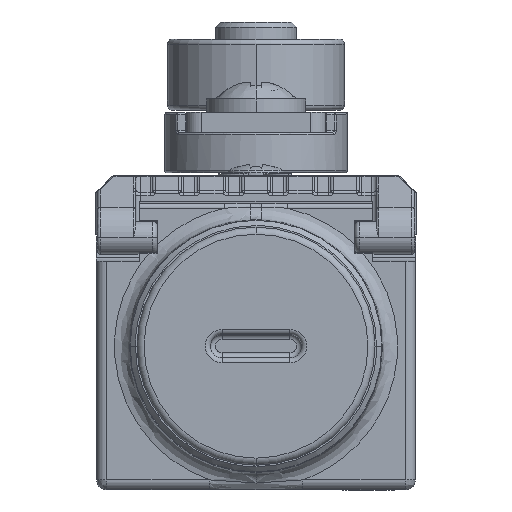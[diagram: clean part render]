
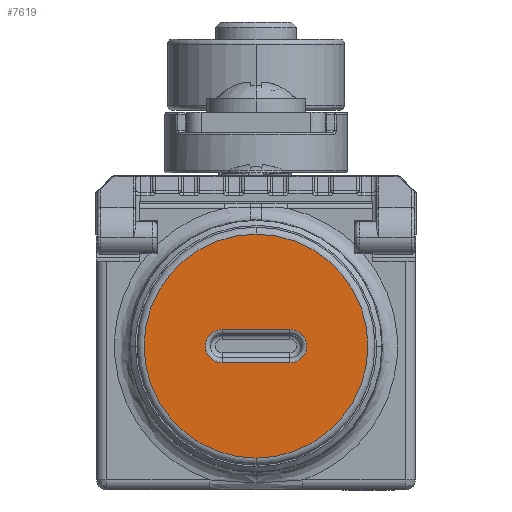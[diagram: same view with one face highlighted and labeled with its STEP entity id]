
A CAD part, front view. The second image highlights one B-rep face of the part: STEP entity #7619.
In plain terms, the highlighted planar face has unit normal (0, -1, 0).
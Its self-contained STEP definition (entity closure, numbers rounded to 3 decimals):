
#441 = DIRECTION ( 'NONE',  ( 0., 0., -1. ) ) ;
#1689 = AXIS2_PLACEMENT_3D ( 'NONE', #22463, #79056, #30590 ) ;
#2324 = AXIS2_PLACEMENT_3D ( 'NONE', #102568, #54002, #5487 ) ;
#5487 = DIRECTION ( 'NONE',  ( 0., 0., -1. ) ) ;
#7619 = ADVANCED_FACE ( 'NONE', ( #24683, #67715 ), #40227, .F. ) ;
#9250 = VERTEX_POINT ( 'NONE', #15802 ) ;
#14758 = CIRCLE ( 'NONE', #51235, 1.65 ) ;
#15802 = CARTESIAN_POINT ( 'NONE',  ( -4.197, -6., 1.55 ) ) ;
#16145 = DIRECTION ( 'NONE',  ( 0., 0., -1. ) ) ;
#17235 = VERTEX_POINT ( 'NONE', #53273 ) ;
#22463 = CARTESIAN_POINT ( 'NONE',  ( -0.847, -6., 3.2 ) ) ;
#22497 = LINE ( 'NONE', #75871, #60440 ) ;
#24050 = VERTEX_POINT ( 'NONE', #61980 ) ;
#24683 = FACE_BOUND ( 'NONE', #33552, .T. ) ;
#27430 = VECTOR ( 'NONE', #55736, 1000. ) ;
#28074 = VERTEX_POINT ( 'NONE', #94742 ) ;
#30590 = DIRECTION ( 'NONE',  ( 0., 0., -1. ) ) ;
#32611 = CARTESIAN_POINT ( 'NONE',  ( 2.503, -6., 3.2 ) ) ;
#33552 = EDGE_LOOP ( 'NONE', ( #57887, #79993, #95275, #61818 ) ) ;
#35087 = CIRCLE ( 'NONE', #2324, 11.05 ) ;
#37579 = EDGE_CURVE ( 'NONE', #24050, #17235, #14758, .T. ) ;
#38980 = CARTESIAN_POINT ( 'NONE',  ( -4.197, -6., 4.85 ) ) ;
#40227 = PLANE ( 'NONE',  #104157 ) ;
#40758 = DIRECTION ( 'NONE',  ( 0., 0., -1. ) ) ;
#41039 = CIRCLE ( 'NONE', #86857, 1.65 ) ;
#43361 = EDGE_CURVE ( 'NONE', #72494, #24050, #22497, .T. ) ;
#46558 = CARTESIAN_POINT ( 'NONE',  ( -0.847, -6., -7.85 ) ) ;
#48372 = CARTESIAN_POINT ( 'NONE',  ( -0.847, -6., -8.55 ) ) ;
#49015 = DIRECTION ( 'NONE',  ( 0., 1., 0. ) ) ;
#51235 = AXIS2_PLACEMENT_3D ( 'NONE', #32611, #89243, #40758 ) ;
#53273 = CARTESIAN_POINT ( 'NONE',  ( 2.503, -6., 1.55 ) ) ;
#54002 = DIRECTION ( 'NONE',  ( 0., -1., 0. ) ) ;
#55736 = DIRECTION ( 'NONE',  ( -1., 0., 0. ) ) ;
#57887 = ORIENTED_EDGE ( 'NONE', *, *, #43361, .T. ) ;
#60440 = VECTOR ( 'NONE', #67683, 1000. ) ;
#60775 = VERTEX_POINT ( 'NONE', #46558 ) ;
#61818 = ORIENTED_EDGE ( 'NONE', *, *, #80870, .T. ) ;
#61980 = CARTESIAN_POINT ( 'NONE',  ( 2.503, -6., 4.85 ) ) ;
#64637 = DIRECTION ( 'NONE',  ( 0., 1., 0. ) ) ;
#67683 = DIRECTION ( 'NONE',  ( 1., 0., 0. ) ) ;
#67715 = FACE_OUTER_BOUND ( 'NONE', #68379, .T. ) ;
#68379 = EDGE_LOOP ( 'NONE', ( #92307, #87093 ) ) ;
#71602 = CIRCLE ( 'NONE', #1689, 11.05 ) ;
#72494 = VERTEX_POINT ( 'NONE', #38980 ) ;
#75871 = CARTESIAN_POINT ( 'NONE',  ( -0.847, -6., 4.85 ) ) ;
#79056 = DIRECTION ( 'NONE',  ( 0., -1., 0. ) ) ;
#79993 = ORIENTED_EDGE ( 'NONE', *, *, #37579, .T. ) ;
#80870 = EDGE_CURVE ( 'NONE', #9250, #72494, #41039, .T. ) ;
#85051 = EDGE_CURVE ( 'NONE', #28074, #60775, #35087, .T. ) ;
#85157 = EDGE_CURVE ( 'NONE', #17235, #9250, #92062, .T. ) ;
#85949 = EDGE_CURVE ( 'NONE', #60775, #28074, #71602, .T. ) ;
#86857 = AXIS2_PLACEMENT_3D ( 'NONE', #97523, #49015, #441 ) ;
#87093 = ORIENTED_EDGE ( 'NONE', *, *, #85051, .T. ) ;
#89243 = DIRECTION ( 'NONE',  ( 0., 1., 0. ) ) ;
#92062 = LINE ( 'NONE', #96149, #27430 ) ;
#92307 = ORIENTED_EDGE ( 'NONE', *, *, #85949, .T. ) ;
#94742 = CARTESIAN_POINT ( 'NONE',  ( -0.847, -6., 14.25 ) ) ;
#95275 = ORIENTED_EDGE ( 'NONE', *, *, #85157, .T. ) ;
#96149 = CARTESIAN_POINT ( 'NONE',  ( -0.847, -6., 1.55 ) ) ;
#97523 = CARTESIAN_POINT ( 'NONE',  ( -4.197, -6., 3.2 ) ) ;
#102568 = CARTESIAN_POINT ( 'NONE',  ( -0.847, -6., 3.2 ) ) ;
#104157 = AXIS2_PLACEMENT_3D ( 'NONE', #48372, #64637, #16145 ) ;
